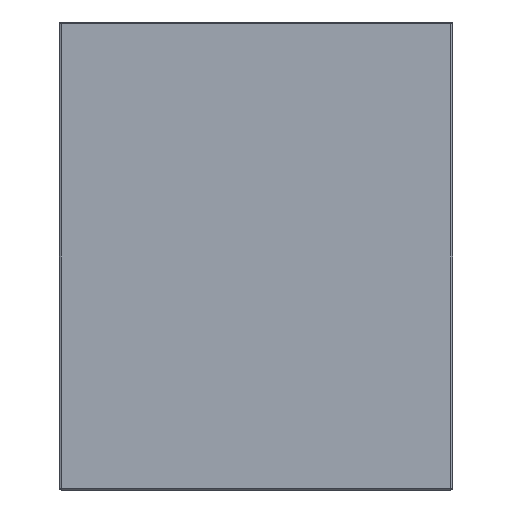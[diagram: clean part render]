
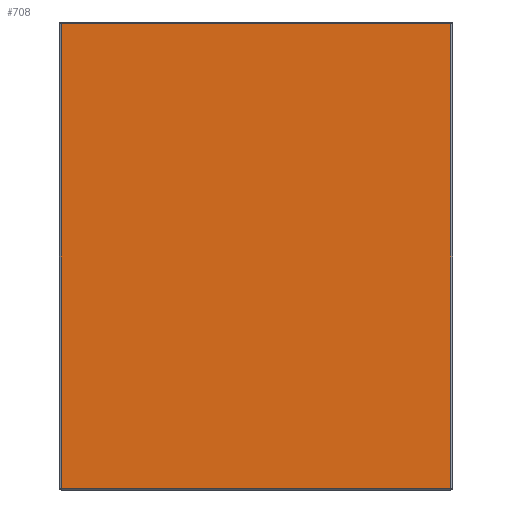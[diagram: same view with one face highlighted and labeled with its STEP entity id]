
A CAD part, left-side view. The second image highlights one B-rep face of the part: STEP entity #708.
In plain terms, the highlighted planar face has unit normal (-1, 0, 0).
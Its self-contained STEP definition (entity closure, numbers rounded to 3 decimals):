
#2 = LINE ( 'NONE', #1393, #1211 ) ;
#17 = VERTEX_POINT ( 'NONE', #976 ) ;
#61 = FACE_OUTER_BOUND ( 'NONE', #1585, .T. ) ;
#69 = VECTOR ( 'NONE', #725, 1000. ) ;
#132 = LINE ( 'NONE', #402, #69 ) ;
#170 = CARTESIAN_POINT ( 'NONE',  ( -3.2, 0.01, 0.01 ) ) ;
#220 = CARTESIAN_POINT ( 'NONE',  ( -3.2, 2.09, 2.5 ) ) ;
#360 = EDGE_CURVE ( 'NONE', #1859, #17, #1127, .T. ) ;
#380 = DIRECTION ( 'NONE',  ( 0., 0., -1. ) ) ;
#402 = CARTESIAN_POINT ( 'NONE',  ( -3.2, 2.1, 2.49 ) ) ;
#463 = DIRECTION ( 'NONE',  ( 0., 0., 1. ) ) ;
#472 = EDGE_CURVE ( 'NONE', #1486, #1859, #132, .T. ) ;
#478 = DIRECTION ( 'NONE',  ( 0., -1., 0. ) ) ;
#483 = DIRECTION ( 'NONE',  ( -1., 0., 0. ) ) ;
#517 = ORIENTED_EDGE ( 'NONE', *, *, #472, .T. ) ;
#576 = EDGE_CURVE ( 'NONE', #1872, #1486, #2, .T. ) ;
#681 = EDGE_CURVE ( 'NONE', #17, #1872, #1270, .T. ) ;
#708 = ADVANCED_FACE ( 'NONE', ( #61 ), #1559, .T. ) ;
#725 = DIRECTION ( 'NONE',  ( 0., 1., 0. ) ) ;
#854 = VECTOR ( 'NONE', #478, 1000. ) ;
#976 = CARTESIAN_POINT ( 'NONE',  ( -3.2, 2.09, 0.01 ) ) ;
#1032 = ORIENTED_EDGE ( 'NONE', *, *, #576, .T. ) ;
#1102 = CARTESIAN_POINT ( 'NONE',  ( -3.2, 0., 0.01 ) ) ;
#1127 = LINE ( 'NONE', #220, #1473 ) ;
#1199 = CARTESIAN_POINT ( 'NONE',  ( -3.2, 0.01, 2.49 ) ) ;
#1211 = VECTOR ( 'NONE', #463, 1000. ) ;
#1270 = LINE ( 'NONE', #1102, #854 ) ;
#1393 = CARTESIAN_POINT ( 'NONE',  ( -3.2, 0.01, 2.5 ) ) ;
#1414 = CARTESIAN_POINT ( 'NONE',  ( -3.2, 0., 2.5 ) ) ;
#1473 = VECTOR ( 'NONE', #380, 1000. ) ;
#1486 = VERTEX_POINT ( 'NONE', #1199 ) ;
#1559 = PLANE ( 'NONE',  #1857 ) ;
#1566 = DIRECTION ( 'NONE',  ( 0., 0., 1. ) ) ;
#1585 = EDGE_LOOP ( 'NONE', ( #1914, #1032, #517, #2000 ) ) ;
#1857 = AXIS2_PLACEMENT_3D ( 'NONE', #1414, #483, #1566 ) ;
#1859 = VERTEX_POINT ( 'NONE', #1880 ) ;
#1872 = VERTEX_POINT ( 'NONE', #170 ) ;
#1880 = CARTESIAN_POINT ( 'NONE',  ( -3.2, 2.09, 2.49 ) ) ;
#1914 = ORIENTED_EDGE ( 'NONE', *, *, #681, .T. ) ;
#2000 = ORIENTED_EDGE ( 'NONE', *, *, #360, .T. ) ;
